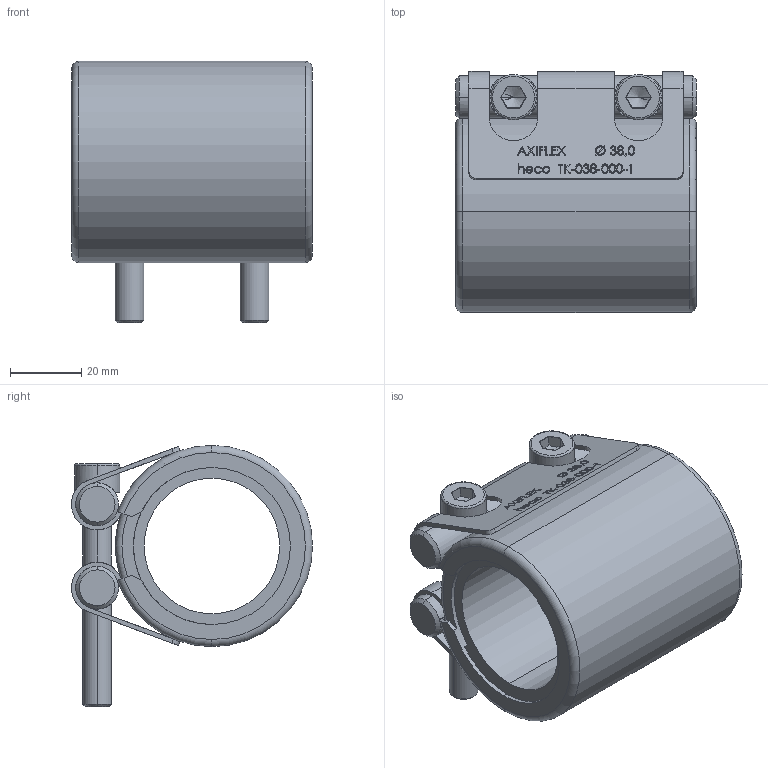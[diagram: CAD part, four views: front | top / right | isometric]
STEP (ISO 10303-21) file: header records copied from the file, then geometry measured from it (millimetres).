
FILE_DESCRIPTION (( 'STEP AP214' ), '1' );
FILE_NAME ('Axiflex Ø38,0 heco 1710.STEP', '2017-10-10T07:51:16', ( '' ), ( '' ), 'SwSTEP 2.0', 'SolidWorks 2016', '' );
FILE_SCHEMA (( 'AUTOMOTIVE_DESIGN' ));
Length unit declared in the file: millimetre
Products named in the file (1): Axiflex Ø38,0 heco 1710
Bounding box: 67.4 x 67.54 x 73.2 mm (x, y, z)
Volume: 107285.8 mm3; surface area: 57455.7 mm2
Topology: 1 solids, 1 shells, 613 faces, 1637 edges, 1058 vertices
Faces by surface type: plane 274, bspline 193, cylinder 85, cone 40, torus 21
Entity records: 35280 total; most frequent: CARTESIAN_POINT 17560, ORIENTED_EDGE 3266, DIRECTION 2256, EDGE_CURVE 1633, VERTEX_POINT 1058, LINE 912, VECTOR 912, EDGE_LOOP 673
